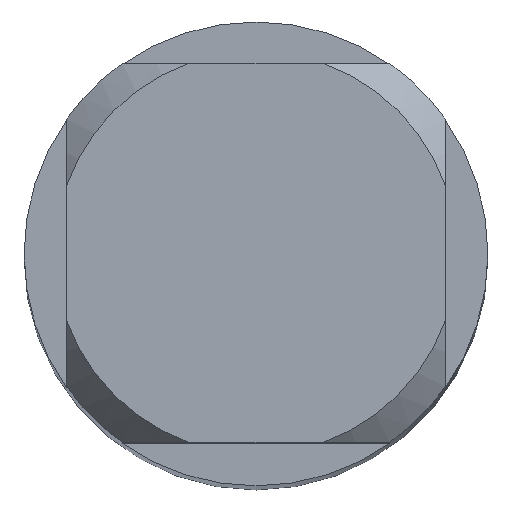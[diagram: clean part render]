
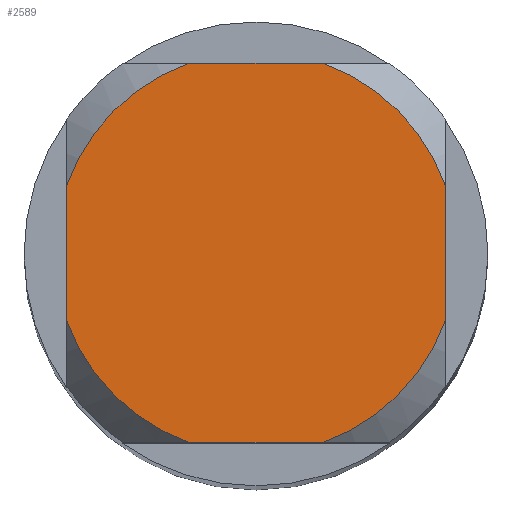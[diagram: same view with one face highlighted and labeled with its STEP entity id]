
A CAD part, top view. The second image highlights one B-rep face of the part: STEP entity #2589.
In plain terms, the highlighted planar face has unit normal (0, 0, 1).
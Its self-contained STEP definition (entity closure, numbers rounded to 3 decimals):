
#1467=EDGE_CURVE('',#2853,#1775,#4278,.T.);
#1775=VERTEX_POINT('',#4618);
#1807=VERTEX_POINT('',#4656);
#1833=VERTEX_POINT('',#4684);
#2121=EDGE_CURVE('',#3765,#4091,#5000,.T.);
#2375=VERTEX_POINT('',#5274);
#2449=EDGE_CURVE('',#3659,#1807,#5353,.T.);
#2451=EDGE_CURVE('',#2853,#4091,#5355,.T.);
#2563=EDGE_CURVE('',#3659,#1775,#5471,.T.);
#2589=ADVANCED_FACE('',(#5497),#5498,.T.);
#2853=VERTEX_POINT('',#5791);
#2987=EDGE_CURVE('',#3765,#1833,#5937,.T.);
#3025=EDGE_CURVE('',#2375,#1807,#5978,.T.);
#3263=EDGE_CURVE('',#2375,#1833,#6236,.T.);
#3659=VERTEX_POINT('',#6665);
#3765=VERTEX_POINT('',#6779);
#4091=VERTEX_POINT('',#7135);
#4278=LINE('',#7373,#7374);
#4618=CARTESIAN_POINT('',(0.87,-2.45,0.0));
#4656=CARTESIAN_POINT('',(2.45,0.87,0.0));
#4684=CARTESIAN_POINT('',(-0.87,2.45,0.0));
#5000=LINE('',#9331,#9332);
#5274=CARTESIAN_POINT('',(0.87,2.45,0.0));
#5353=LINE('',#10530,#10531);
#5355=CIRCLE('',#10534,2.6);
#5471=CIRCLE('',#10784,2.6);
#5497=FACE_OUTER_BOUND('',#10884,.T.);
#5498=PLANE('',#10885);
#5791=CARTESIAN_POINT('',(-0.87,-2.45,0.0));
#5937=CIRCLE('',#12206,2.6);
#5978=CIRCLE('',#12296,2.6);
#6236=LINE('',#12807,#12808);
#6665=CARTESIAN_POINT('',(2.45,-0.87,0.0));
#6779=CARTESIAN_POINT('',(-2.45,0.87,0.0));
#7135=CARTESIAN_POINT('',(-2.45,-0.87,0.0));
#7373=CARTESIAN_POINT('',(0.0,-2.45,0.0));
#7374=VECTOR('',#15391,1.0);
#9331=CARTESIAN_POINT('',(-2.45,0.65,0.0));
#9332=VECTOR('',#16268,1.0);
#10530=CARTESIAN_POINT('',(2.45,0.65,0.0));
#10531=VECTOR('',#16682,1.0);
#10534=AXIS2_PLACEMENT_3D('',#16683,#16684,#16685);
#10784=AXIS2_PLACEMENT_3D('',#16758,#16759,#16760);
#10884=EDGE_LOOP('',(#16766,#16767,#16768,#16769,#16770,#16771,#16772,#16773));
#10885=AXIS2_PLACEMENT_3D('',#16774,#16775,#16776);
#12206=AXIS2_PLACEMENT_3D('',#17261,#17262,#17263);
#12296=AXIS2_PLACEMENT_3D('',#17305,#17306,#17307);
#12807=CARTESIAN_POINT('',(0.0,2.45,0.0));
#12808=VECTOR('',#17532,1.0);
#15391=DIRECTION('',(1.0,0.0,0.0));
#16268=DIRECTION('',(-0.0,-1.0,0.0));
#16682=DIRECTION('',(-0.0,1.0,0.0));
#16683=CARTESIAN_POINT('',(0.0,0.0,0.0));
#16684=DIRECTION('',(0.0,0.0,-1.0));
#16685=DIRECTION('',(0.0,1.0,0.0));
#16758=CARTESIAN_POINT('',(0.0,0.0,0.0));
#16759=DIRECTION('',(0.0,0.0,-1.0));
#16760=DIRECTION('',(0.0,1.0,0.0));
#16766=ORIENTED_EDGE('',*,*,#2121,.T.);
#16767=ORIENTED_EDGE('',*,*,#2451,.F.);
#16768=ORIENTED_EDGE('',*,*,#1467,.T.);
#16769=ORIENTED_EDGE('',*,*,#2563,.F.);
#16770=ORIENTED_EDGE('',*,*,#2449,.T.);
#16771=ORIENTED_EDGE('',*,*,#3025,.F.);
#16772=ORIENTED_EDGE('',*,*,#3263,.T.);
#16773=ORIENTED_EDGE('',*,*,#2987,.F.);
#16774=CARTESIAN_POINT('',(0.0,1.3,0.0));
#16775=DIRECTION('',(-0.0,0.0,1.0));
#16776=DIRECTION('',(0.0,-1.0,0.0));
#17261=CARTESIAN_POINT('',(0.0,0.0,0.0));
#17262=DIRECTION('',(0.0,0.0,-1.0));
#17263=DIRECTION('',(0.0,1.0,0.0));
#17305=CARTESIAN_POINT('',(0.0,0.0,0.0));
#17306=DIRECTION('',(0.0,0.0,-1.0));
#17307=DIRECTION('',(0.0,1.0,0.0));
#17532=DIRECTION('',(-1.0,0.0,0.0));
